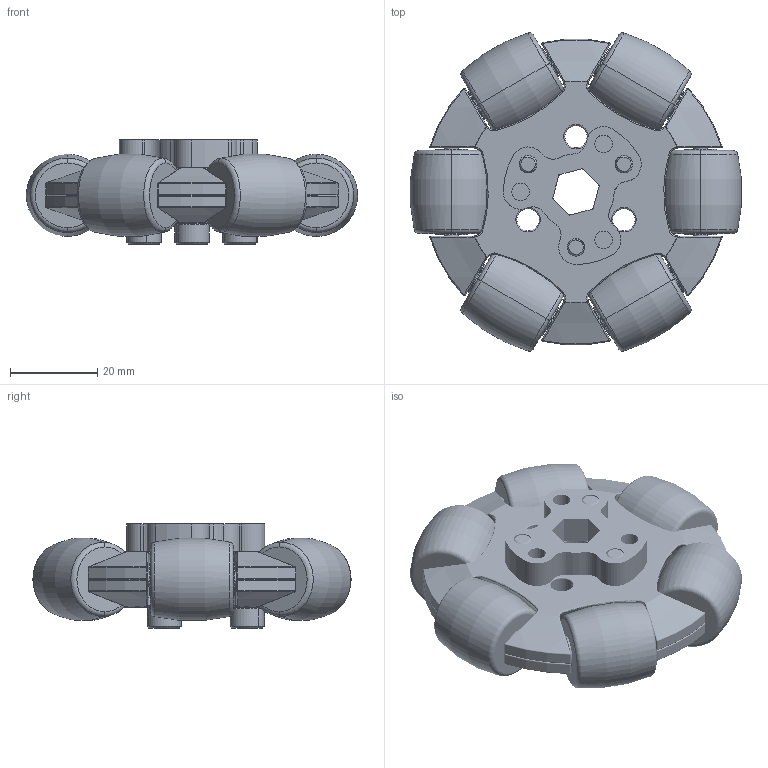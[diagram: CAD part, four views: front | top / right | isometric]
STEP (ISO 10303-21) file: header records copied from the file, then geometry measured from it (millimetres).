
FILE_DESCRIPTION (( 'STEP AP214' ), '1' );
FILE_NAME ('am-4967a 3IN Omni 375IN Hex Bore (Single).STEP', '2024-08-20T13:05:27', ( '' ), ( '' ), 'SwSTEP 2.0', 'SolidWorks 2024', '' );
FILE_SCHEMA (( 'AUTOMOTIVE_DESIGN' ));
Length unit declared in the file: inch
Products named in the file (8): am-4967a 3IN Omni 375IN Hex Bore (Single); 3IN Crowned Roller Assembly; am-5463_half 3IN Molded Omni Wheel Half; am-4967_hub 3IN Aluminum Omni Wheel 375IN Hex Bore Hub; am-1047 10-32 x 0750 SHCS_am-1047 10-32 x 0750 SHCS; am-5464 3IN Crowned Omni Roller; am-1019 0125x1000 dowel pin; am-0050 Omni Bushing
Assembly tree (16 placements, depth 3):
  am-4967a 3IN Omni 375IN Hex Bore (Single)
    am-5463_half 3IN Molded Omni Wheel Half  x2
    3IN Crowned Roller Assembly  x6
      am-5464 3IN Crowned Omni Roller
      am-0050 Omni Bushing
      am-1019 0125x1000 dowel pin
    am-4967_hub 3IN Aluminum Omni Wheel 375IN Hex Bore Hub
    am-1047 10-32 x 0750 SHCS_am-1047 10-32 x 0750 SHCS  x3
Bounding box: 75.93 x 73.01 x 23.88 mm (x, y, z)
Volume: 51573.8 mm3; surface area: 35056.6 mm2
Topology: 30 solids, 30 shells, 2997 faces, 6973 edges, 4026 vertices
Faces by surface type: cylinder 940, bspline 726, torus 640, plane 336, cone 227, sphere 128
Entity records: 47289 total; most frequent: CARTESIAN_POINT 19151, ORIENTED_EDGE 6220, DIRECTION 5610, EDGE_CURVE 3110, AXIS2_PLACEMENT_3D 2460, VERTEX_POINT 1804, CIRCLE 1451, EDGE_LOOP 1416
